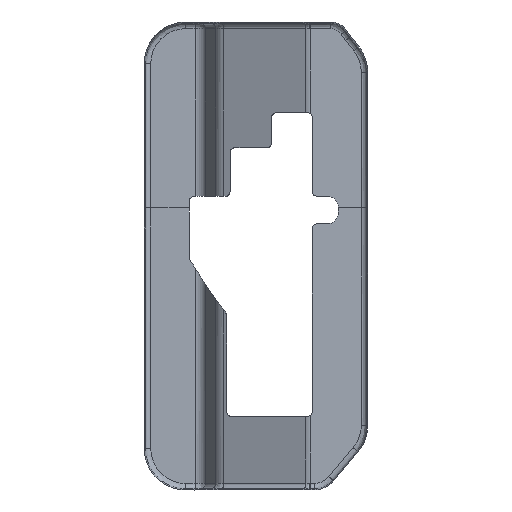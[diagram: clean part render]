
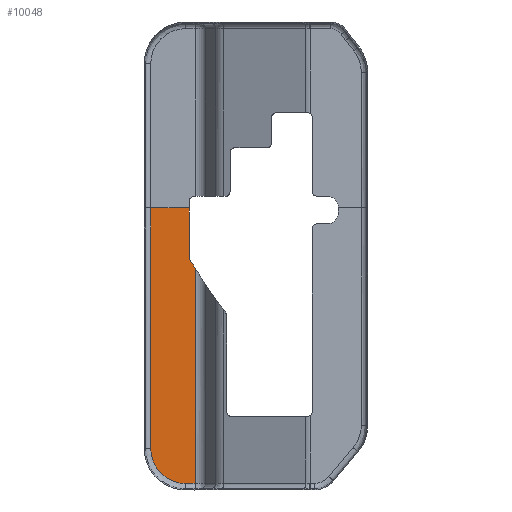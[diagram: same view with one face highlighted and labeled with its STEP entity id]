
A CAD part, top view. The second image highlights one B-rep face of the part: STEP entity #10048.
In plain terms, the highlighted planar face has unit normal (0, 0, 1).
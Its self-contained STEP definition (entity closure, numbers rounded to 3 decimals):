
#132=CARTESIAN_POINT('Vertex',(1028.847,0.,943.151)) ;
#268=CARTESIAN_POINT('Vertex',(1004.837,0.,943.151)) ;
#271=CARTESIAN_POINT('Line Origine',(1018.762,0.,943.151)) ;
#8957=CARTESIAN_POINT('Control Point',(1004.837,0.,943.151)) ;
#8958=CARTESIAN_POINT('Control Point',(1004.837,-26.075,943.151)) ;
#8959=CARTESIAN_POINT('Control Point',(1004.837,-63.132,943.151)) ;
#8960=CARTESIAN_POINT('Control Point',(1004.837,-103.706,943.151)) ;
#8961=CARTESIAN_POINT('Control Point',(1004.837,-114.177,943.151)) ;
#8962=CARTESIAN_POINT('Control Point',(1004.837,-124.649,943.151)) ;
#8963=CARTESIAN_POINT('Control Point',(1004.837,-124.797,943.151)) ;
#8964=CARTESIAN_POINT('Control Point',(1004.837,-125.094,943.151)) ;
#8965=CARTESIAN_POINT('Control Point',(1004.837,-125.392,943.151)) ;
#8966=CARTESIAN_POINT('Control Point',(1004.837,-125.541,943.151)) ;
#8967=CARTESIAN_POINT('Control Point',(1004.837,-126.778,943.151)) ;
#8968=CARTESIAN_POINT('Control Point',(1004.837,-128.067,943.151)) ;
#8969=CARTESIAN_POINT('Control Point',(1004.837,-129.358,943.151)) ;
#8970=CARTESIAN_POINT('Control Point',(1004.837,-132.459,943.151)) ;
#8971=CARTESIAN_POINT('Control Point',(1004.837,-135.721,943.151)) ;
#8972=CARTESIAN_POINT('Control Point',(1004.837,-137.681,943.151)) ;
#8973=CARTESIAN_POINT('Control Point',(1004.837,-140.981,943.151)) ;
#8974=CARTESIAN_POINT('Control Point',(1004.837,-144.178,943.151)) ;
#8975=CARTESIAN_POINT('Control Point',(1004.838,-145.529,943.151)) ;
#8976=CARTESIAN_POINT('Control Point',(1004.838,-147.067,943.151)) ;
#8977=CARTESIAN_POINT('Control Point',(1004.839,-148.502,943.151)) ;
#8978=CARTESIAN_POINT('Control Point',(1004.839,-148.787,943.151)) ;
#8979=CARTESIAN_POINT('Control Point',(1004.839,-149.21,943.151)) ;
#8980=CARTESIAN_POINT('Control Point',(1004.84,-149.628,943.151)) ;
#8981=CARTESIAN_POINT('Control Point',(1004.84,-149.767,943.151)) ;
#8982=CARTESIAN_POINT('Control Point',(1004.84,-149.91,943.151)) ;
#8983=CARTESIAN_POINT('Control Point',(1004.84,-150.054,943.151)) ;
#8984=CARTESIAN_POINT('Control Point',(1004.84,-150.058,943.151)) ;
#8985=CARTESIAN_POINT('Control Point',(1004.84,-150.063,943.151)) ;
#8986=CARTESIAN_POINT('Control Point',(1004.841,-150.068,943.151)) ;
#8987=CARTESIAN_POINT('Vertex',(1004.841,-150.068,943.151)) ;
#9115=CARTESIAN_POINT('Control Point',(1004.841,-150.068,943.151)) ;
#9116=CARTESIAN_POINT('Control Point',(1004.843,-151.568,943.151)) ;
#9117=CARTESIAN_POINT('Control Point',(1004.976,-153.073,943.151)) ;
#9118=CARTESIAN_POINT('Control Point',(1005.242,-154.566,943.151)) ;
#9119=CARTESIAN_POINT('Control Point',(1005.861,-156.864,943.151)) ;
#9120=CARTESIAN_POINT('Control Point',(1006.781,-159.048,943.151)) ;
#9121=CARTESIAN_POINT('Control Point',(1007.156,-159.825,943.151)) ;
#9122=CARTESIAN_POINT('Control Point',(1008.187,-161.722,943.151)) ;
#9123=CARTESIAN_POINT('Control Point',(1009.447,-163.48,943.151)) ;
#9124=CARTESIAN_POINT('Control Point',(1010.281,-164.477,943.151)) ;
#9125=CARTESIAN_POINT('Control Point',(1012.091,-166.339,943.151)) ;
#9126=CARTESIAN_POINT('Control Point',(1014.156,-167.912,943.151)) ;
#9127=CARTESIAN_POINT('Control Point',(1015.247,-168.621,943.151)) ;
#9128=CARTESIAN_POINT('Control Point',(1016.765,-169.454,943.151)) ;
#9129=CARTESIAN_POINT('Control Point',(1018.353,-170.131,943.151)) ;
#9130=CARTESIAN_POINT('Control Point',(1018.755,-170.291,943.151)) ;
#9131=CARTESIAN_POINT('Control Point',(1019.565,-170.589,943.151)) ;
#9132=CARTESIAN_POINT('Control Point',(1020.388,-170.847,943.151)) ;
#9133=CARTESIAN_POINT('Control Point',(1020.804,-170.966,943.151)) ;
#9134=CARTESIAN_POINT('Control Point',(1022.132,-171.31,943.151)) ;
#9135=CARTESIAN_POINT('Control Point',(1023.488,-171.548,943.151)) ;
#9136=CARTESIAN_POINT('Control Point',(1024.431,-171.662,943.151)) ;
#9137=CARTESIAN_POINT('Control Point',(1025.416,-171.727,943.151)) ;
#9138=CARTESIAN_POINT('Control Point',(1026.397,-171.736,943.151)) ;
#9139=CARTESIAN_POINT('Control Point',(1026.438,-171.736,943.151)) ;
#9140=CARTESIAN_POINT('Control Point',(1026.483,-171.736,943.151)) ;
#9141=CARTESIAN_POINT('Control Point',(1026.529,-171.736,943.151)) ;
#9142=CARTESIAN_POINT('Control Point',(1026.534,-171.736,943.151)) ;
#9143=CARTESIAN_POINT('Control Point',(1026.539,-171.736,943.151)) ;
#9144=CARTESIAN_POINT('Control Point',(1026.544,-171.736,943.151)) ;
#9145=CARTESIAN_POINT('Vertex',(1026.544,-171.736,943.151)) ;
#9237=CARTESIAN_POINT('Control Point',(1026.544,-171.736,943.151)) ;
#9238=CARTESIAN_POINT('Control Point',(1027.044,-171.737,943.151)) ;
#9239=CARTESIAN_POINT('Control Point',(1027.543,-171.737,943.151)) ;
#9240=CARTESIAN_POINT('Control Point',(1028.039,-171.738,943.151)) ;
#9241=CARTESIAN_POINT('Control Point',(1028.899,-171.739,943.151)) ;
#9242=CARTESIAN_POINT('Control Point',(1029.759,-171.739,943.151)) ;
#9243=CARTESIAN_POINT('Control Point',(1029.987,-171.739,943.151)) ;
#9244=CARTESIAN_POINT('Control Point',(1030.506,-171.739,943.151)) ;
#9245=CARTESIAN_POINT('Control Point',(1031.027,-171.739,943.151)) ;
#9246=CARTESIAN_POINT('Control Point',(1031.192,-171.739,943.151)) ;
#9247=CARTESIAN_POINT('Control Point',(1031.524,-171.739,943.151)) ;
#9248=CARTESIAN_POINT('Control Point',(1031.858,-171.739,943.151)) ;
#9249=CARTESIAN_POINT('Control Point',(1032.027,-171.74,943.151)) ;
#9250=CARTESIAN_POINT('Control Point',(1032.219,-171.74,943.151)) ;
#9251=CARTESIAN_POINT('Control Point',(1032.41,-171.741,943.151)) ;
#9252=CARTESIAN_POINT('Control Point',(1032.434,-171.741,943.151)) ;
#9253=CARTESIAN_POINT('Control Point',(1032.458,-171.741,943.151)) ;
#9254=CARTESIAN_POINT('Control Point',(1032.482,-171.741,943.151)) ;
#9255=CARTESIAN_POINT('Vertex',(1032.482,-171.741,943.151)) ;
#9317=CARTESIAN_POINT('Vertex',(1032.687,-171.741,943.151)) ;
#9323=CARTESIAN_POINT('Control Point',(1032.481,-171.741,943.151)) ;
#9324=CARTESIAN_POINT('Control Point',(1032.523,-171.741,943.151)) ;
#9325=CARTESIAN_POINT('Control Point',(1032.564,-171.741,943.151)) ;
#9326=CARTESIAN_POINT('Control Point',(1032.605,-171.741,943.151)) ;
#9327=CARTESIAN_POINT('Control Point',(1032.646,-171.741,943.151)) ;
#9328=CARTESIAN_POINT('Control Point',(1032.687,-171.741,943.151)) ;
#10005=CARTESIAN_POINT('Axis2P3D Location',(1001.576,0.,943.151)) ;
#10010=CARTESIAN_POINT('Line Origine',(1032.687,-85.871,943.151)) ;
#10014=CARTESIAN_POINT('Vertex',(1032.687,-37.568,943.151)) ;
#10018=CARTESIAN_POINT('Control Point',(1032.687,-37.568,943.151)) ;
#10019=CARTESIAN_POINT('Control Point',(1029.377,-32.769,943.151)) ;
#10020=CARTESIAN_POINT('Vertex',(1029.377,-32.769,943.151)) ;
#10024=CARTESIAN_POINT('Control Point',(1029.377,-32.769,943.151)) ;
#10025=CARTESIAN_POINT('Control Point',(1029.12,-32.396,943.151)) ;
#10026=CARTESIAN_POINT('Control Point',(1028.938,-31.972,943.151)) ;
#10027=CARTESIAN_POINT('Control Point',(1028.847,-31.519,943.151)) ;
#10028=CARTESIAN_POINT('Control Point',(1028.847,-31.066,943.151)) ;
#10029=CARTESIAN_POINT('Vertex',(1028.847,-31.066,943.151)) ;
#10032=CARTESIAN_POINT('Line Origine',(1028.847,-85.871,943.151)) ;
#272=DIRECTION('Vector Direction',(1.,0.,0.)) ;
#10006=DIRECTION('Axis2P3D Direction',(0.,0.,-1.)) ;
#10007=DIRECTION('Axis2P3D XDirection',(1.,0.,0.)) ;
#10011=DIRECTION('Vector Direction',(0.,-1.,0.)) ;
#10033=DIRECTION('Vector Direction',(0.,-1.,0.)) ;
#10008=AXIS2_PLACEMENT_3D('Plane Axis2P3D',#10005,#10006,#10007) ;
#10038=ORIENTED_EDGE('',*,*,#275,.F.) ;
#10039=ORIENTED_EDGE('',*,*,#8989,.T.) ;
#10040=ORIENTED_EDGE('',*,*,#9147,.T.) ;
#10041=ORIENTED_EDGE('',*,*,#9257,.T.) ;
#10042=ORIENTED_EDGE('',*,*,#9329,.T.) ;
#10043=ORIENTED_EDGE('',*,*,#10016,.F.) ;
#10044=ORIENTED_EDGE('',*,*,#10022,.T.) ;
#10045=ORIENTED_EDGE('',*,*,#10031,.T.) ;
#10046=ORIENTED_EDGE('',*,*,#10036,.F.) ;
#273=VECTOR('Line Direction',#272,1.) ;
#10012=VECTOR('Line Direction',#10011,1.) ;
#10034=VECTOR('Line Direction',#10033,1.) ;
#10048=ADVANCED_FACE('Offset.8',(#10047),#10009,.F.) ;
#8956=B_SPLINE_CURVE_WITH_KNOTS('',5,(#8957,#8958,#8959,#8960,#8961,#8962,#8963,#8964,#8965,#8966,#8967,#8968,#8969,#8970,#8971,#8972,#8973,#8974,#8975,#8976,#8977,#8978,#8979,#8980,#8981,#8982,#8983,#8984,#8985,#8986),.UNSPECIFIED.,.F.,.U.,(6,3,3,3,3,3,3,3,3,6),(30.484,103.477,104.528,105.579,113.208,124.273,132.021,133.982,134.962,134.995),.UNSPECIFIED.) ;
#9114=B_SPLINE_CURVE_WITH_KNOTS('',5,(#9115,#9116,#9117,#9118,#9119,#9120,#9121,#9122,#9123,#9124,#9125,#9126,#9127,#9128,#9129,#9130,#9131,#9132,#9133,#9134,#9135,#9136,#9137,#9138,#9139,#9140,#9141,#9142,#9143,#9144),.UNSPECIFIED.,.F.,.U.,(6,3,3,3,3,3,3,3,3,6),(20.291,31.952,38.64,48.683,58.727,62.076,65.423,72.725,73.039,73.079),.UNSPECIFIED.) ;
#9236=B_SPLINE_CURVE_WITH_KNOTS('',5,(#9237,#9238,#9239,#9240,#9241,#9242,#9243,#9244,#9245,#9246,#9247,#9248,#9249,#9250,#9251,#9252,#9253,#9254),.UNSPECIFIED.,.F.,.U.,(6,3,3,3,3,6),(1.983,5.514,8.05,9.219,10.4,10.57),.UNSPECIFIED.) ;
#9322=B_SPLINE_CURVE_WITH_KNOTS('',5,(#9323,#9324,#9325,#9326,#9327,#9328),.UNSPECIFIED.,.F.,.U.,(6,6),(2.949,3.285),.UNSPECIFIED.) ;
#10017=B_SPLINE_CURVE_WITH_KNOTS('',1,(#10018,#10019),.UNSPECIFIED.,.F.,.U.,(2,2),(-2.915,2.915),.UNSPECIFIED.) ;
#10023=B_SPLINE_CURVE_WITH_KNOTS('',4,(#10024,#10025,#10026,#10027,#10028),.UNSPECIFIED.,.F.,.U.,(5,5),(7.614,9.425),.UNSPECIFIED.) ;
#275=EDGE_CURVE('',#269,#133,#274,.T.) ;
#8989=EDGE_CURVE('',#269,#8988,#8956,.T.) ;
#9147=EDGE_CURVE('',#8988,#9146,#9114,.T.) ;
#9257=EDGE_CURVE('',#9146,#9256,#9236,.T.) ;
#9329=EDGE_CURVE('',#9256,#9318,#9322,.T.) ;
#10016=EDGE_CURVE('',#10015,#9318,#10013,.T.) ;
#10022=EDGE_CURVE('',#10015,#10021,#10017,.T.) ;
#10031=EDGE_CURVE('',#10021,#10030,#10023,.T.) ;
#10036=EDGE_CURVE('',#133,#10030,#10035,.T.) ;
#10037=EDGE_LOOP('',(#10038,#10039,#10040,#10041,#10042,#10043,#10044,#10045,#10046)) ;
#10047=FACE_OUTER_BOUND('',#10037,.T.) ;
#274=LINE('Line',#271,#273) ;
#10013=LINE('Line',#10010,#10012) ;
#10035=LINE('Line',#10032,#10034) ;
#10009=PLANE('',#10008) ;
#133=VERTEX_POINT('',#132) ;
#269=VERTEX_POINT('',#268) ;
#8988=VERTEX_POINT('',#8987) ;
#9146=VERTEX_POINT('',#9145) ;
#9256=VERTEX_POINT('',#9255) ;
#9318=VERTEX_POINT('',#9317) ;
#10015=VERTEX_POINT('',#10014) ;
#10021=VERTEX_POINT('',#10020) ;
#10030=VERTEX_POINT('',#10029) ;
